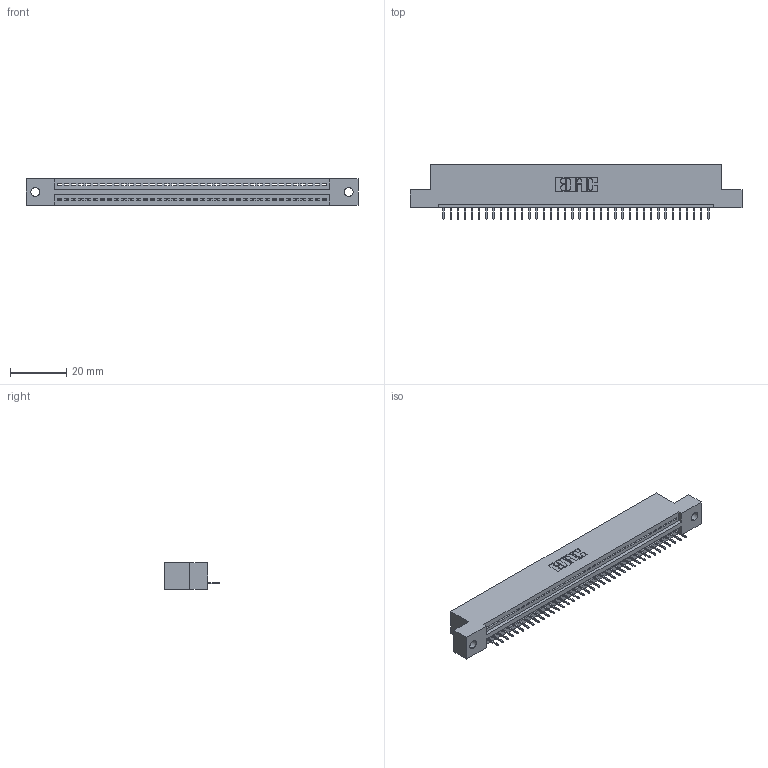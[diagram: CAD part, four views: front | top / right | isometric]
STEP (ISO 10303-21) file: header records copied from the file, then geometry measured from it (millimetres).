
FILE_DESCRIPTION (( 'STEP AP203' ), '1' );
FILE_NAME ('345-038-524-102.STEP', '2018-08-30T06:34:39', ( '' ), ( '' ), 'SwSTEP 2.0', 'SolidWorks 2016', '' );
FILE_SCHEMA (( 'CONFIG_CONTROL_DESIGN' ));
Length unit declared in the file: inch
Products named in the file (3): 345-038-524-102; 345 Part_Flush Mounting Lugs - 0.128 Dia; 345-292-001_345-293-124
Assembly tree (39 placements, depth 2):
  345-038-524-102
    345 Part_Flush Mounting Lugs - 0.128 Dia
    345-292-001_345-293-124  x38
Bounding box: 117.73 x 19.35 x 9.4 mm (x, y, z)
Volume: 10962.5 mm3; surface area: 13762.3 mm2
Topology: 39 solids, 39 shells, 2482 faces, 7181 edges, 4634 vertices
Faces by surface type: plane 1828, cylinder 654
Entity records: 29215 total; most frequent: CARTESIAN_POINT 5066, ORIENTED_EDGE 5038, DIRECTION 4431, EDGE_CURVE 2519, LINE 2239, VECTOR 2239, VERTEX_POINT 1674, AXIS2_PLACEMENT_3D 1096
